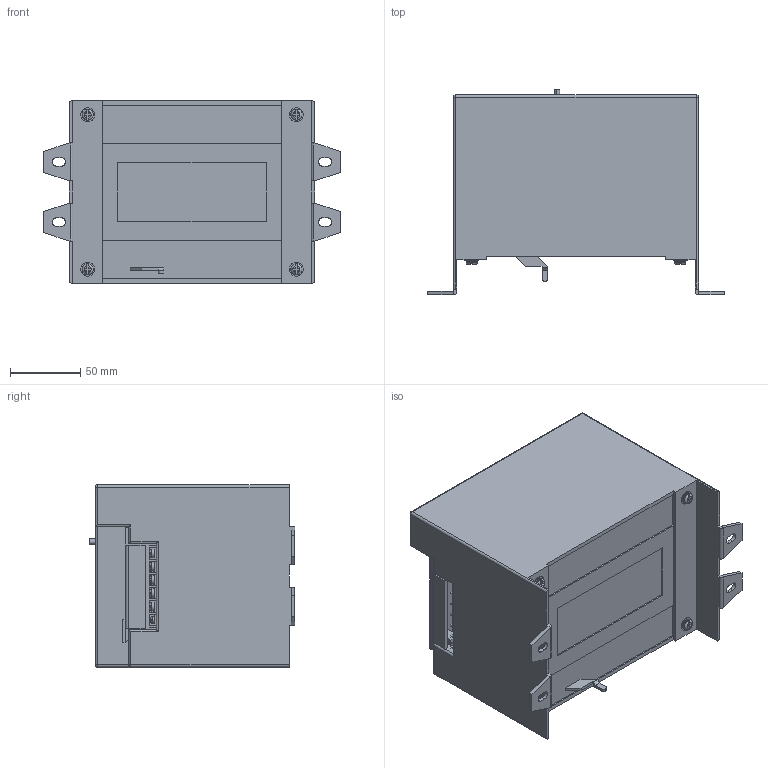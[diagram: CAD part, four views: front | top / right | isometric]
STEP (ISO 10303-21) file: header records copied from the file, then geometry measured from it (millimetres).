
FILE_DESCRIPTION (( 'STEP AP203' ), '1' );
FILE_NAME ('mccb99m-400-cd2-230ac(220dc).锰 填蝾痦 镳桠钿 CD2 230B 姥 吕-99M 400 EKF.STEP', '2024-12-18T08:59:04', ( '' ), ( '' ), 'SwSTEP 2.0', 'SolidWorks 2021', '' );
FILE_SCHEMA (( 'CONFIG_CONTROL_DESIGN' ));
Length unit declared in the file: millimetre
Products named in the file (1): mccb99m-400-cd2-230ac(220dc).锰 填蝾痦 镳桠钿 CD2 230B 姥 吕-99M 400 EKF
Bounding box: 212 x 146.75 x 130 mm (x, y, z)
Volume: 2551379.6 mm3; surface area: 149647.7 mm2
Topology: 2 solids, 2 shells, 556 faces, 1473 edges, 935 vertices
Faces by surface type: plane 413, cylinder 100, torus 36, sphere 7
Entity records: 17436 total; most frequent: CARTESIAN_POINT 3548, ORIENTED_EDGE 2932, DIRECTION 2797, EDGE_CURVE 1466, LINE 1061, VECTOR 1061, VERTEX_POINT 935, AXIS2_PLACEMENT_3D 868
